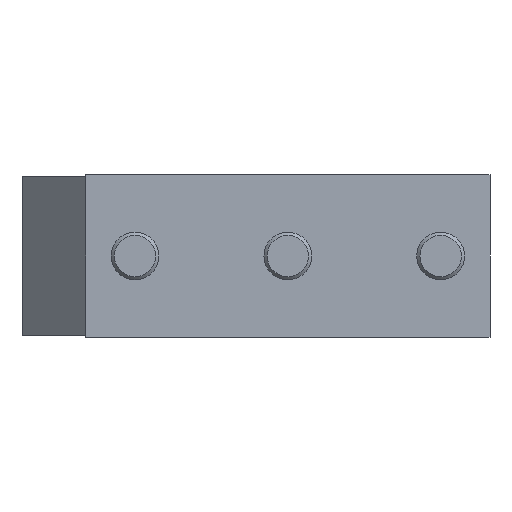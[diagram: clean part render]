
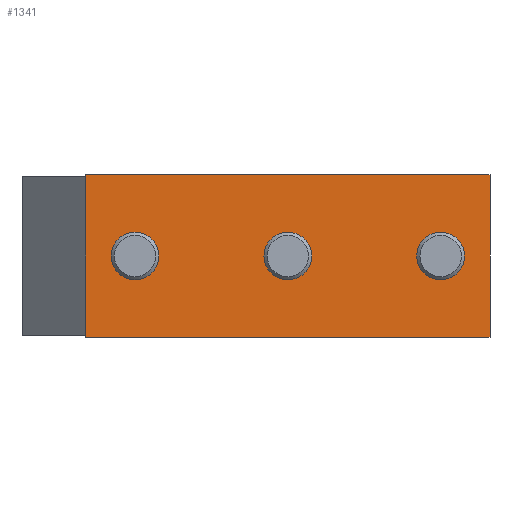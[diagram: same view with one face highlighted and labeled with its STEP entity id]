
A CAD part, front view. The second image highlights one B-rep face of the part: STEP entity #1341.
In plain terms, the highlighted planar face has unit normal (0, -1, 0).
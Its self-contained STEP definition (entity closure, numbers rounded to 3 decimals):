
#74=PLANE('',#1473);
#139=FACE_OUTER_BOUND('',#237,.T.);
#237=EDGE_LOOP('',(#1080,#1081,#1082,#1083));
#355=LINE('',#2144,#472);
#358=LINE('',#2155,#475);
#363=LINE('',#2171,#480);
#364=LINE('',#2173,#481);
#472=VECTOR('',#1715,10.);
#475=VECTOR('',#1726,10.);
#480=VECTOR('',#1745,10.);
#481=VECTOR('',#1748,10.);
#653=VERTEX_POINT('',#2141);
#654=VERTEX_POINT('',#2143);
#658=VERTEX_POINT('',#2153);
#662=VERTEX_POINT('',#2169);
#797=EDGE_CURVE('',#654,#653,#355,.T.);
#803=EDGE_CURVE('',#653,#658,#358,.T.);
#811=EDGE_CURVE('',#658,#662,#363,.T.);
#812=EDGE_CURVE('',#662,#654,#364,.T.);
#1080=ORIENTED_EDGE('',*,*,#797,.T.);
#1081=ORIENTED_EDGE('',*,*,#803,.T.);
#1082=ORIENTED_EDGE('',*,*,#811,.T.);
#1083=ORIENTED_EDGE('',*,*,#812,.T.);
#1341=ADVANCED_FACE('',(#139),#74,.F.);
#1473=AXIS2_PLACEMENT_3D('',#2174,#1749,#1750);
#1715=DIRECTION('',(-1.,0.,0.));
#1726=DIRECTION('',(0.,0.,-1.));
#1745=DIRECTION('',(1.,0.,0.));
#1748=DIRECTION('',(0.,0.,1.));
#1749=DIRECTION('center_axis',(0.,1.,0.));
#1750=DIRECTION('ref_axis',(1.,0.,0.));
#2141=CARTESIAN_POINT('',(0.,0.,5.1));
#2143=CARTESIAN_POINT('',(12.7,0.,5.1));
#2144=CARTESIAN_POINT('',(12.7,0.,5.1));
#2153=CARTESIAN_POINT('',(0.,0.,0.));
#2155=CARTESIAN_POINT('',(0.,0.,5.1));
#2169=CARTESIAN_POINT('',(12.7,0.,0.));
#2171=CARTESIAN_POINT('',(0.,0.,0.));
#2173=CARTESIAN_POINT('',(12.7,0.,0.));
#2174=CARTESIAN_POINT('Origin',(6.35,0.,2.55));
